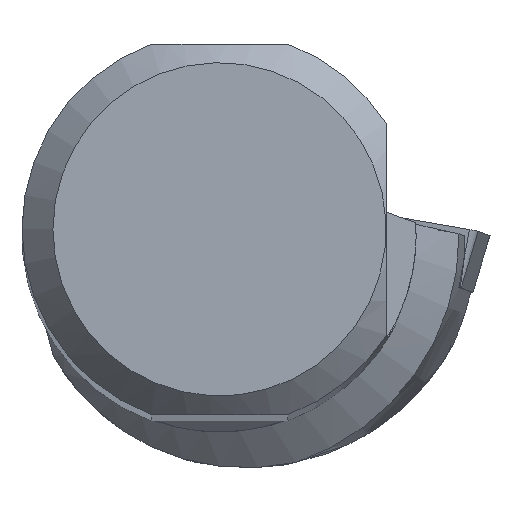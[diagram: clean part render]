
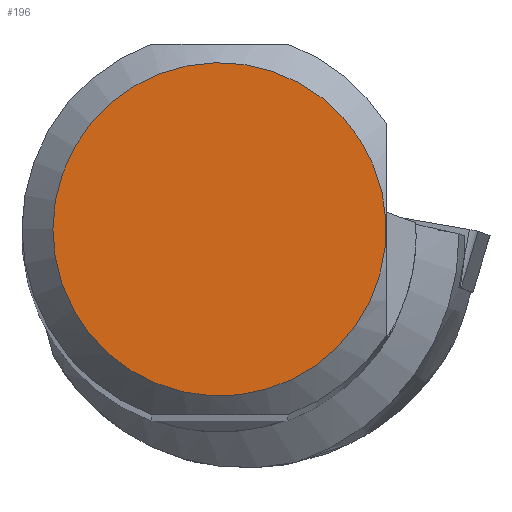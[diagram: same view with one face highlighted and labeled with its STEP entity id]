
A CAD part, top view. The second image highlights one B-rep face of the part: STEP entity #196.
In plain terms, the highlighted planar face has unit normal (0, 0, 1).
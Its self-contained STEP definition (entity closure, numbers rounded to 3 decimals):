
#154=FACE_OUTER_BOUND('',#387,.T.);
#196=ADVANCED_FACE('CU_SU_BP3',(#154),#225,.T.);
#225=PLANE('',#1020);
#387=EDGE_LOOP('',(#552));
#552=ORIENTED_EDGE('',*,*,#808,.F.);
#708=VERTEX_POINT('',#1668);
#808=EDGE_CURVE('',#708,#708,#856,.T.);
#856=CIRCLE('',#1019,13.489);
#1019=AXIS2_PLACEMENT_3D('',#1667,#1218,#1219);
#1020=AXIS2_PLACEMENT_3D('',#1669,#1220,#1221);
#1218=DIRECTION('',(0.,0.,-1.));
#1219=DIRECTION('',(-1.,0.,0.));
#1220=DIRECTION('',(0.,0.,1.));
#1221=DIRECTION('',(-1.,0.,0.));
#1667=CARTESIAN_POINT('',(0.,0.,0.));
#1668=CARTESIAN_POINT('',(-13.489,0.,0.));
#1669=CARTESIAN_POINT('',(0.,0.,
0.));
